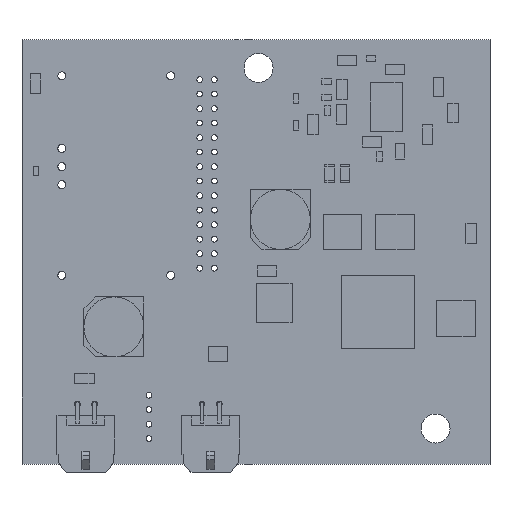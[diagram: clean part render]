
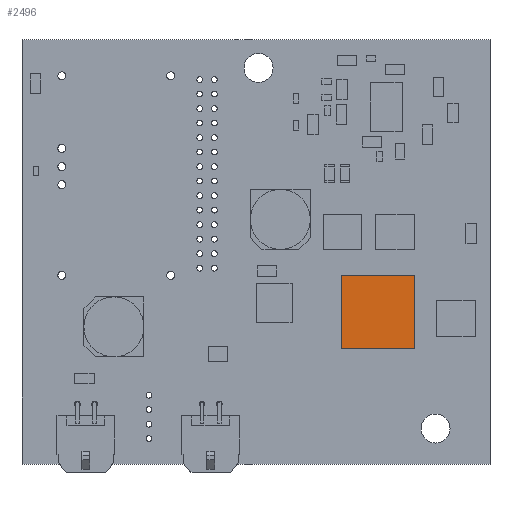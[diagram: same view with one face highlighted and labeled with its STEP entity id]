
A CAD part, top view. The second image highlights one B-rep face of the part: STEP entity #2496.
In plain terms, the highlighted planar face has unit normal (0, 0, 1).
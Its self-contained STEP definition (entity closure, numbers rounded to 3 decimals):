
#2367 = VERTEX_POINT('',#2368);
#2368 = CARTESIAN_POINT('',(6.4,-6.4,4.5));
#2374 = EDGE_CURVE('',#2367,#2375,#2377,.T.);
#2375 = VERTEX_POINT('',#2376);
#2376 = CARTESIAN_POINT('',(6.4,6.4,4.5));
#2377 = LINE('',#2378,#2379);
#2378 = CARTESIAN_POINT('',(6.4,-6.4,4.5));
#2379 = VECTOR('',#2380,1.);
#2380 = DIRECTION('',(0.,1.,0.));
#2405 = EDGE_CURVE('',#2375,#2406,#2408,.T.);
#2406 = VERTEX_POINT('',#2407);
#2407 = CARTESIAN_POINT('',(-6.4,6.4,4.5));
#2408 = LINE('',#2409,#2410);
#2409 = CARTESIAN_POINT('',(6.4,6.4,4.5));
#2410 = VECTOR('',#2411,1.);
#2411 = DIRECTION('',(-1.,0.,0.));
#2436 = EDGE_CURVE('',#2406,#2437,#2439,.T.);
#2437 = VERTEX_POINT('',#2438);
#2438 = CARTESIAN_POINT('',(-6.4,-6.4,4.5));
#2439 = LINE('',#2440,#2441);
#2440 = CARTESIAN_POINT('',(-6.4,6.4,4.5));
#2441 = VECTOR('',#2442,1.);
#2442 = DIRECTION('',(0.,-1.,0.));
#2467 = EDGE_CURVE('',#2437,#2367,#2468,.T.);
#2468 = LINE('',#2469,#2470);
#2469 = CARTESIAN_POINT('',(-6.4,-6.4,4.5));
#2470 = VECTOR('',#2471,1.);
#2471 = DIRECTION('',(1.,0.,0.));
#2496 = ADVANCED_FACE('',(#2497),#2503,.F.);
#2497 = FACE_BOUND('',#2498,.T.);
#2498 = EDGE_LOOP('',(#2499,#2500,#2501,#2502));
#2499 = ORIENTED_EDGE('',*,*,#2374,.T.);
#2500 = ORIENTED_EDGE('',*,*,#2405,.T.);
#2501 = ORIENTED_EDGE('',*,*,#2436,.T.);
#2502 = ORIENTED_EDGE('',*,*,#2467,.T.);
#2503 = PLANE('',#2504);
#2504 = AXIS2_PLACEMENT_3D('',#2505,#2506,#2507);
#2505 = CARTESIAN_POINT('',(6.4,-6.4,4.5));
#2506 = DIRECTION('',(0.,0.,-1.));
#2507 = DIRECTION('',(-1.,0.,0.));
